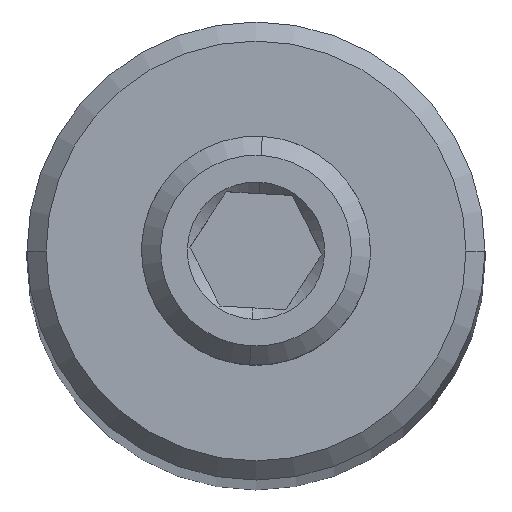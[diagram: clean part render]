
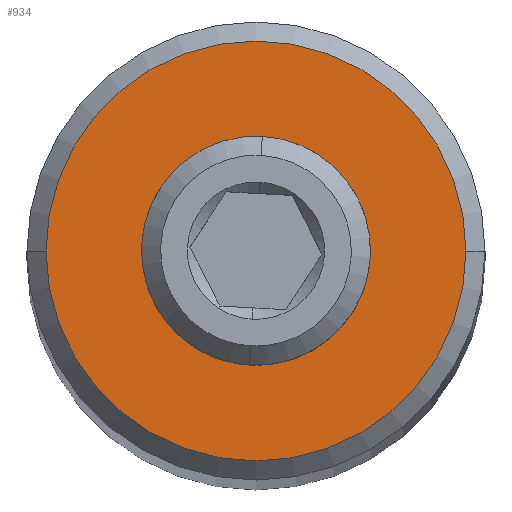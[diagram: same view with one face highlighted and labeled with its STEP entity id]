
A CAD part, top view. The second image highlights one B-rep face of the part: STEP entity #934.
In plain terms, the highlighted planar face has unit normal (0, 0, 1).
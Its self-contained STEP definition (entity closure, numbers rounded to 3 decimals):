
#17 = FACE_OUTER_BOUND ( 'NONE', #82, .T. ) ;
#27 = VERTEX_POINT ( 'NONE', #293 ) ;
#62 = PLANE ( 'NONE',  #1341 ) ;
#78 = CARTESIAN_POINT ( 'NONE',  ( -1.5, 0., 37.5 ) ) ;
#82 = EDGE_LOOP ( 'NONE', ( #318, #1096 ) ) ;
#102 = CARTESIAN_POINT ( 'NONE',  ( 0., 0., 37.5 ) ) ;
#108 = EDGE_CURVE ( 'NONE', #27, #997, #995, .T. ) ;
#255 = DIRECTION ( 'NONE',  ( 1., 0., 0. ) ) ;
#275 = DIRECTION ( 'NONE',  ( 1., 0., 0. ) ) ;
#279 = CARTESIAN_POINT ( 'NONE',  ( 0., 0., 37.5 ) ) ;
#293 = CARTESIAN_POINT ( 'NONE',  ( 1.5, 0., 37.5 ) ) ;
#306 = DIRECTION ( 'NONE',  ( 0., 0., 1. ) ) ;
#312 = DIRECTION ( 'NONE',  ( 1., 0., 0. ) ) ;
#318 = ORIENTED_EDGE ( 'NONE', *, *, #1603, .T. ) ;
#354 = EDGE_CURVE ( 'NONE', #997, #27, #406, .T. ) ;
#394 = CARTESIAN_POINT ( 'NONE',  ( 2.75, 0., 37.5 ) ) ;
#406 = CIRCLE ( 'NONE', #456, 1.5 ) ;
#425 = DIRECTION ( 'NONE',  ( 1., 0., 0. ) ) ;
#448 = CARTESIAN_POINT ( 'NONE',  ( 0., 0., 37.5 ) ) ;
#456 = AXIS2_PLACEMENT_3D ( 'NONE', #514, #1657, #255 ) ;
#514 = CARTESIAN_POINT ( 'NONE',  ( 0., 0., 37.5 ) ) ;
#541 = EDGE_CURVE ( 'NONE', #746, #1251, #1287, .T. ) ;
#569 = EDGE_LOOP ( 'NONE', ( #903, #697 ) ) ;
#697 = ORIENTED_EDGE ( 'NONE', *, *, #354, .F. ) ;
#745 = CIRCLE ( 'NONE', #861, 2.75 ) ;
#746 = VERTEX_POINT ( 'NONE', #394 ) ;
#861 = AXIS2_PLACEMENT_3D ( 'NONE', #279, #1191, #275 ) ;
#864 = FACE_BOUND ( 'NONE', #569, .T. ) ;
#903 = ORIENTED_EDGE ( 'NONE', *, *, #108, .F. ) ;
#934 = ADVANCED_FACE ( 'NONE', ( #17, #864 ), #62, .T. ) ;
#995 = CIRCLE ( 'NONE', #1130, 1.5 ) ;
#997 = VERTEX_POINT ( 'NONE', #78 ) ;
#1081 = CARTESIAN_POINT ( 'NONE',  ( 0., 0., 37.5 ) ) ;
#1095 = DIRECTION ( 'NONE',  ( 0., 0., 1. ) ) ;
#1096 = ORIENTED_EDGE ( 'NONE', *, *, #541, .T. ) ;
#1130 = AXIS2_PLACEMENT_3D ( 'NONE', #1081, #306, #425 ) ;
#1166 = CARTESIAN_POINT ( 'NONE',  ( -2.75, 0., 37.5 ) ) ;
#1191 = DIRECTION ( 'NONE',  ( 0., 0., 1. ) ) ;
#1251 = VERTEX_POINT ( 'NONE', #1166 ) ;
#1254 = DIRECTION ( 'NONE',  ( 1., 0., 0. ) ) ;
#1287 = CIRCLE ( 'NONE', #1387, 2.75 ) ;
#1341 = AXIS2_PLACEMENT_3D ( 'NONE', #448, #1095, #312 ) ;
#1387 = AXIS2_PLACEMENT_3D ( 'NONE', #102, #1511, #1254 ) ;
#1511 = DIRECTION ( 'NONE',  ( 0., 0., 1. ) ) ;
#1603 = EDGE_CURVE ( 'NONE', #1251, #746, #745, .T. ) ;
#1657 = DIRECTION ( 'NONE',  ( 0., 0., 1. ) ) ;
